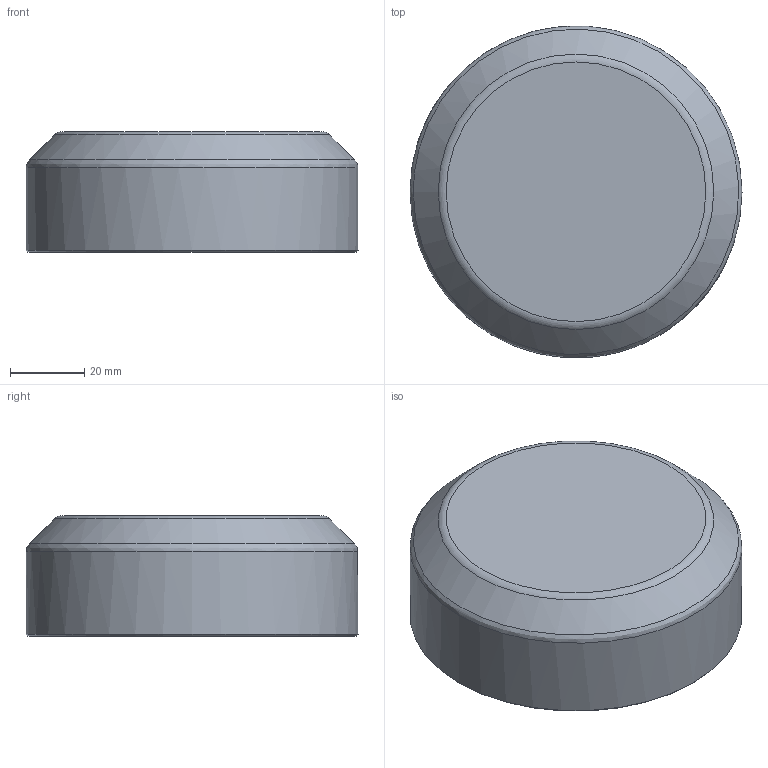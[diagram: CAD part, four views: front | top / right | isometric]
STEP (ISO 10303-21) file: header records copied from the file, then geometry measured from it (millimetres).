
FILE_DESCRIPTION(('FreeCAD Model'),'2;1');
FILE_NAME('Open CASCADE Shape Model','2025-06-28T11:22:01',(''),(''), 'Open CASCADE STEP processor 7.8','FreeCAD','Unknown');
FILE_SCHEMA(('AUTOMOTIVE_DESIGN { 1 0 10303 214 1 1 1 1 }'));
Length unit declared in the file: millimetre
Products named in the file (1): Cap
Bounding box: 89.4 x 89.4 x 32.5 mm (x, y, z)
Volume: 41579.3 mm3; surface area: 28110.4 mm2
Topology: 1 solids, 1 shells, 81 faces, 215 edges, 146 vertices
Faces by surface type: plane 32, cylinder 20, bspline 13, torus 13, cone 3
Full cylindrical faces by diameter (mm): 3.4 x6, 85.4 x1, 89.4 x1
Entity records: 3756 total; most frequent: CARTESIAN_POINT 1850, ORIENTED_EDGE 430, DIRECTION 353, EDGE_CURVE 215, AXIS2_PLACEMENT_3D 162, VERTEX_POINT 146, CIRCLE 93, FACE_BOUND 91
